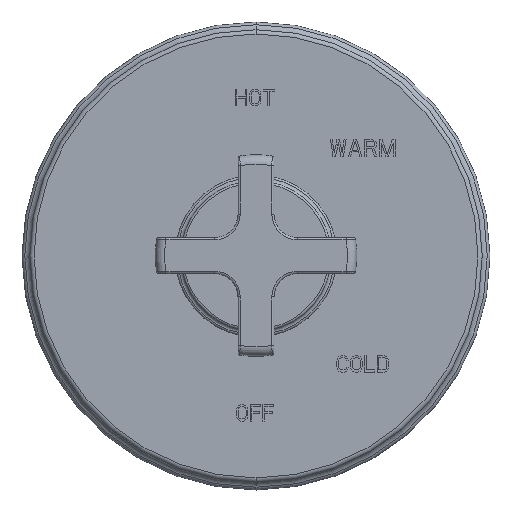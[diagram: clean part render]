
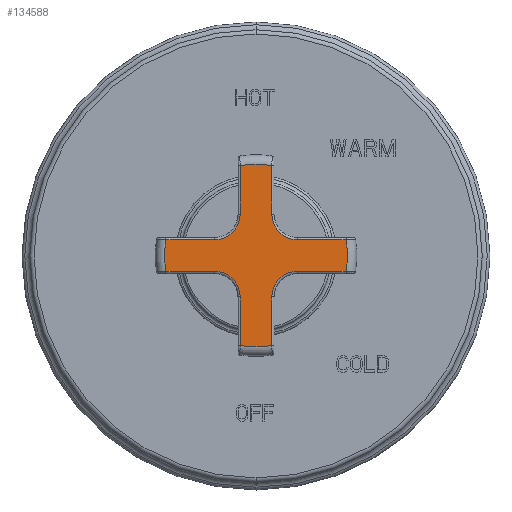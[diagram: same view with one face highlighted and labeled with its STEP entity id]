
A CAD part, top view. The second image highlights one B-rep face of the part: STEP entity #134588.
In plain terms, the highlighted face is planar.
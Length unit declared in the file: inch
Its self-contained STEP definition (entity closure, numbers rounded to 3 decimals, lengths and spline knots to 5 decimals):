
#129303=DIRECTION('',(1.,0.,0.));
#129304=VECTOR('',#129303,0.6758);
#129305=CARTESIAN_POINT('',(-1.2508,0.35,0.22));
#129306=LINE('',#129305,#129304);
#129307=DIRECTION('',(1.,0.,0.));
#129308=VECTOR('',#129307,0.6758);
#129309=CARTESIAN_POINT('',(-1.2508,0.35,-0.22));
#129310=LINE('',#129309,#129308);
#129311=CARTESIAN_POINT('',(-0.575,0.35,-0.575));
#129312=DIRECTION('',(0.,1.,0.));
#129313=DIRECTION('',(0.,0.,1.));
#129314=AXIS2_PLACEMENT_3D('',#129311,#129312,#129313);
#129316=DIRECTION('',(0.,0.,-1.));
#129317=VECTOR('',#129316,0.6758);
#129318=CARTESIAN_POINT('',(-0.22,0.35,-0.575));
#129319=LINE('',#129318,#129317);
#129320=DIRECTION('',(0.,0.,1.));
#129321=VECTOR('',#129320,0.6758);
#129322=CARTESIAN_POINT('',(0.22,0.35,-1.2508));
#129323=LINE('',#129322,#129321);
#129324=CARTESIAN_POINT('',(0.575,0.35,-0.575));
#129325=DIRECTION('',(0.,1.,0.));
#129326=DIRECTION('',(-1.,0.,0.));
#129327=AXIS2_PLACEMENT_3D('',#129324,#129325,#129326);
#129329=DIRECTION('',(1.,0.,0.));
#129330=VECTOR('',#129329,0.6758);
#129331=CARTESIAN_POINT('',(0.575,0.35,-0.22));
#129332=LINE('',#129331,#129330);
#129333=DIRECTION('',(-1.,0.,0.));
#129334=VECTOR('',#129333,0.6758);
#129335=CARTESIAN_POINT('',(1.2508,0.35,0.22));
#129336=LINE('',#129335,#129334);
#129337=CARTESIAN_POINT('',(0.575,0.35,0.575));
#129338=DIRECTION('',(0.,1.,0.));
#129339=DIRECTION('',(0.,0.,-1.));
#129340=AXIS2_PLACEMENT_3D('',#129337,#129338,#129339);
#129342=DIRECTION('',(0.,0.,1.));
#129343=VECTOR('',#129342,0.6758);
#129344=CARTESIAN_POINT('',(0.22,0.35,0.575));
#129345=LINE('',#129344,#129343);
#129346=DIRECTION('',(0.,0.,1.));
#129347=VECTOR('',#129346,0.6758);
#129348=CARTESIAN_POINT('',(-0.22,0.35,0.575));
#129349=LINE('',#129348,#129347);
#129350=CARTESIAN_POINT('',(-0.575,0.35,0.575));
#129351=DIRECTION('',(0.,-1.,0.));
#129352=DIRECTION('',(0.,0.,-1.));
#129353=AXIS2_PLACEMENT_3D('',#129350,#129351,#129352);
#129402=CARTESIAN_POINT('',(0.,0.35,0.));
#129403=DIRECTION('',(0.,1.,0.));
#129404=DIRECTION('',(-0.173,0.,0.985));
#129405=AXIS2_PLACEMENT_3D('',#129402,#129403,#129404);
#129637=CARTESIAN_POINT('',(1.2508,0.35,0.22));
#129639=CARTESIAN_POINT('',(0.,0.35,0.));
#129640=DIRECTION('',(0.,1.,0.));
#129641=DIRECTION('',(0.985,0.,0.173));
#129642=AXIS2_PLACEMENT_3D('',#129639,#129640,#129641);
#129874=CARTESIAN_POINT('',(0.22,0.35,-1.2508));
#129876=CARTESIAN_POINT('',(0.,0.35,0.));
#129877=DIRECTION('',(0.,1.,0.));
#129878=DIRECTION('',(0.173,0.,-0.985));
#129879=AXIS2_PLACEMENT_3D('',#129876,#129877,#129878);
#130095=CARTESIAN_POINT('',(-1.2508,0.35,-0.22));
#130097=CARTESIAN_POINT('',(0.,0.35,0.));
#130098=DIRECTION('',(0.,1.,0.));
#130099=DIRECTION('',(-0.985,0.,-0.173));
#130100=AXIS2_PLACEMENT_3D('',#130097,#130098,#130099);
#134343=CARTESIAN_POINT('',(-1.2508,0.35,0.22));
#134344=CARTESIAN_POINT('',(-0.575,0.35,0.22));
#134345=VERTEX_POINT('',#134343);
#134346=VERTEX_POINT('',#134344);
#134351=CARTESIAN_POINT('',(-0.22,0.35,0.575));
#134352=VERTEX_POINT('',#134351);
#134355=CARTESIAN_POINT('',(-0.22,0.35,1.2508));
#134356=VERTEX_POINT('',#134355);
#134446=VERTEX_POINT('',#130095);
#134447=CARTESIAN_POINT('',(-0.575,0.35,-0.22));
#134448=VERTEX_POINT('',#134447);
#134449=CARTESIAN_POINT('',(-0.22,0.35,-0.575));
#134450=VERTEX_POINT('',#134449);
#134453=CARTESIAN_POINT('',(-0.22,0.35,-1.2508));
#134454=VERTEX_POINT('',#134453);
#134456=VERTEX_POINT('',#129874);
#134457=CARTESIAN_POINT('',(0.22,0.35,-0.575));
#134458=VERTEX_POINT('',#134457);
#134459=CARTESIAN_POINT('',(0.575,0.35,-0.22));
#134460=VERTEX_POINT('',#134459);
#134463=CARTESIAN_POINT('',(1.2508,0.35,-0.22));
#134464=VERTEX_POINT('',#134463);
#134476=VERTEX_POINT('',#129637);
#134477=CARTESIAN_POINT('',(0.575,0.35,0.22));
#134478=VERTEX_POINT('',#134477);
#134479=CARTESIAN_POINT('',(0.22,0.35,0.575));
#134480=VERTEX_POINT('',#134479);
#134483=CARTESIAN_POINT('',(0.22,0.35,1.2508));
#134484=VERTEX_POINT('',#134483);
#134549=CARTESIAN_POINT('',(0.,0.35,0.));
#134550=DIRECTION('',(0.,-1.,0.));
#134551=DIRECTION('',(-1.,0.,0.));
#134552=AXIS2_PLACEMENT_3D('',#134549,#134550,#134551);
#134553=PLANE('',#134552);
#134555=ORIENTED_EDGE('',*,*,#134554,.F.);
#134557=ORIENTED_EDGE('',*,*,#134556,.F.);
#134559=ORIENTED_EDGE('',*,*,#134558,.T.);
#134561=ORIENTED_EDGE('',*,*,#134560,.T.);
#134563=ORIENTED_EDGE('',*,*,#134562,.T.);
#134565=ORIENTED_EDGE('',*,*,#134564,.F.);
#134567=ORIENTED_EDGE('',*,*,#134566,.T.);
#134569=ORIENTED_EDGE('',*,*,#134568,.T.);
#134571=ORIENTED_EDGE('',*,*,#134570,.T.);
#134573=ORIENTED_EDGE('',*,*,#134572,.F.);
#134575=ORIENTED_EDGE('',*,*,#134574,.T.);
#134577=ORIENTED_EDGE('',*,*,#134576,.T.);
#134579=ORIENTED_EDGE('',*,*,#134578,.T.);
#134581=ORIENTED_EDGE('',*,*,#134580,.F.);
#134583=ORIENTED_EDGE('',*,*,#134582,.F.);
#134585=ORIENTED_EDGE('',*,*,#134584,.F.);
#134586=EDGE_LOOP('',(#134555,#134557,#134559,#134561,#134563,#134565,#134567,
#134569,#134571,#134573,#134575,#134577,#134579,#134581,#134583,#134585));
#134587=FACE_OUTER_BOUND('',#134586,.F.);
#134588=ADVANCED_FACE('',(#134587),#134553,.F.);
#129315=CIRCLE('',#129314,0.355);
#129328=CIRCLE('',#129327,0.355);
#129341=CIRCLE('',#129340,0.355);
#129354=CIRCLE('',#129353,0.355);
#129406=CIRCLE('',#129405,1.27);
#129643=CIRCLE('',#129642,1.27);
#129880=CIRCLE('',#129879,1.27);
#130101=CIRCLE('',#130100,1.27);
#134554=EDGE_CURVE('',#134345,#134346,#129306,.T.);
#134556=EDGE_CURVE('',#134446,#134345,#130101,.T.);
#134558=EDGE_CURVE('',#134446,#134448,#129310,.T.);
#134560=EDGE_CURVE('',#134448,#134450,#129315,.T.);
#134562=EDGE_CURVE('',#134450,#134454,#129319,.T.);
#134564=EDGE_CURVE('',#134456,#134454,#129880,.T.);
#134566=EDGE_CURVE('',#134456,#134458,#129323,.T.);
#134568=EDGE_CURVE('',#134458,#134460,#129328,.T.);
#134570=EDGE_CURVE('',#134460,#134464,#129332,.T.);
#134572=EDGE_CURVE('',#134476,#134464,#129643,.T.);
#134574=EDGE_CURVE('',#134476,#134478,#129336,.T.);
#134576=EDGE_CURVE('',#134478,#134480,#129341,.T.);
#134578=EDGE_CURVE('',#134480,#134484,#129345,.T.);
#134580=EDGE_CURVE('',#134356,#134484,#129406,.T.);
#134582=EDGE_CURVE('',#134352,#134356,#129349,.T.);
#134584=EDGE_CURVE('',#134346,#134352,#129354,.T.);
